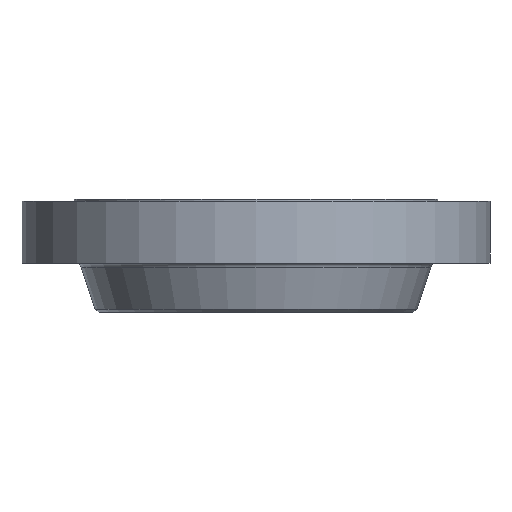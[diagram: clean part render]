
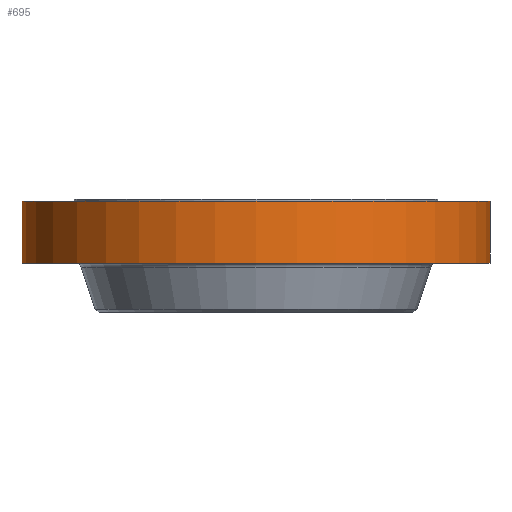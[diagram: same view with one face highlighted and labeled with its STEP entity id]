
A CAD part, front view. The second image highlights one B-rep face of the part: STEP entity #695.
In plain terms, the highlighted cylindrical face has radius 781.05 mm (diameter 1562.1 mm), a partial arc.
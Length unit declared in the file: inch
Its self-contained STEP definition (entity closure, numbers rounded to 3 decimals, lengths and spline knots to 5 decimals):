
#37 = ORIENTED_EDGE ( 'NONE', *, *, #2054, .F. ) ;
#44 = EDGE_CURVE ( 'NONE', #2095, #1614, #1729, .T. ) ;
#59 = ORIENTED_EDGE ( 'NONE', *, *, #44, .T. ) ;
#142 = DIRECTION ( 'NONE',  ( 1., 0., 0. ) ) ;
#188 = VERTEX_POINT ( 'NONE', #1628 ) ;
#262 = AXIS2_PLACEMENT_3D ( 'NONE', #2090, #2104, #1706 ) ;
#316 = LINE ( 'NONE', #1206, #1934 ) ;
#450 = CIRCLE ( 'NONE', #861, 30.75 ) ;
#614 = EDGE_LOOP ( 'NONE', ( #37, #2155, #59, #1254 ) ) ;
#675 = DIRECTION ( 'NONE',  ( 0., 0., 1. ) ) ;
#695 = ADVANCED_FACE ( 'NONE', ( #1741 ), #1785, .T. ) ;
#861 = AXIS2_PLACEMENT_3D ( 'NONE', #1750, #2249, #142 ) ;
#881 = CARTESIAN_POINT ( 'NONE',  ( 30.75, 0., -8.375 ) ) ;
#935 = EDGE_CURVE ( 'NONE', #188, #1614, #1665, .T. ) ;
#1033 = CARTESIAN_POINT ( 'NONE',  ( 30.75, 0., -0.25 ) ) ;
#1206 = CARTESIAN_POINT ( 'NONE',  ( -30.75, 0., 0. ) ) ;
#1254 = ORIENTED_EDGE ( 'NONE', *, *, #935, .F. ) ;
#1433 = CARTESIAN_POINT ( 'NONE',  ( 0., 0., 0. ) ) ;
#1542 = CARTESIAN_POINT ( 'NONE',  ( 30.75, 0., 0. ) ) ;
#1589 = DIRECTION ( 'NONE',  ( 0., 0., 1. ) ) ;
#1614 = VERTEX_POINT ( 'NONE', #1033 ) ;
#1628 = CARTESIAN_POINT ( 'NONE',  ( -30.75, 0., -0.25 ) ) ;
#1658 = VECTOR ( 'NONE', #1762, 39.37008 ) ;
#1665 = CIRCLE ( 'NONE', #262, 30.75 ) ;
#1669 = EDGE_CURVE ( 'NONE', #1839, #2095, #450, .T. ) ;
#1706 = DIRECTION ( 'NONE',  ( 1., 0., 0. ) ) ;
#1729 = LINE ( 'NONE', #1542, #1658 ) ;
#1741 = FACE_OUTER_BOUND ( 'NONE', #614, .T. ) ;
#1750 = CARTESIAN_POINT ( 'NONE',  ( 0., 0., -8.375 ) ) ;
#1762 = DIRECTION ( 'NONE',  ( 0., 0., 1. ) ) ;
#1785 = CYLINDRICAL_SURFACE ( 'NONE', #1808, 30.75 ) ;
#1808 = AXIS2_PLACEMENT_3D ( 'NONE', #1433, #1589, #2151 ) ;
#1839 = VERTEX_POINT ( 'NONE', #2118 ) ;
#1934 = VECTOR ( 'NONE', #675, 39.37008 ) ;
#2054 = EDGE_CURVE ( 'NONE', #1839, #188, #316, .T. ) ;
#2090 = CARTESIAN_POINT ( 'NONE',  ( 0., 0., -0.25 ) ) ;
#2095 = VERTEX_POINT ( 'NONE', #881 ) ;
#2104 = DIRECTION ( 'NONE',  ( 0., 0., 1. ) ) ;
#2118 = CARTESIAN_POINT ( 'NONE',  ( -30.75, 0., -8.375 ) ) ;
#2151 = DIRECTION ( 'NONE',  ( 1., 0., 0. ) ) ;
#2155 = ORIENTED_EDGE ( 'NONE', *, *, #1669, .T. ) ;
#2249 = DIRECTION ( 'NONE',  ( 0., 0., 1. ) ) ;
